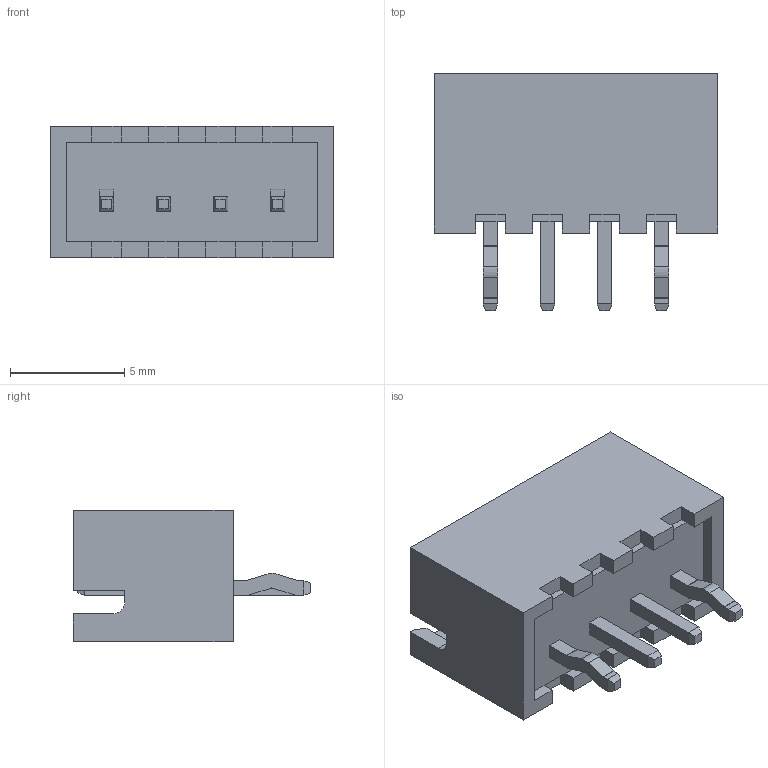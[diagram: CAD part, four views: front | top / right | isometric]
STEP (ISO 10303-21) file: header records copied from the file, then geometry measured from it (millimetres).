
FILE_DESCRIPTION (( 'STEP AP214' ), '1' );
FILE_NAME ('B4B-XH-A(LF)(SN).STEP', '2021-06-07T05:53:05', ( '' ), ( '' ), 'SwSTEP 2.0', 'SolidWorks 2018', '' );
FILE_SCHEMA (( 'AUTOMOTIVE_DESIGN' ));
Length unit declared in the file: millimetre
Products named in the file (3): B4B-XH-A(LF)(SN) - PIN; B4B-XH-A(LF)(SN) - BODY; B4B-XH-A(LF)(SN)
Assembly tree (2 placements, depth 2):
  B4B-XH-A(LF)(SN)
    B4B-XH-A(LF)(SN) - BODY
    B4B-XH-A(LF)(SN) - PIN
Bounding box: 12.4 x 10.4 x 5.75 mm (x, y, z)
Volume: 196.8 mm3; surface area: 682.7 mm2
Topology: 5 solids, 5 shells, 191 faces, 491 edges, 310 vertices
Faces by surface type: plane 172, cylinder 19
Entity records: 7900 total; most frequent: CARTESIAN_POINT 1003, ORIENTED_EDGE 982, DIRECTION 918, EDGE_CURVE 491, LINE 452, VECTOR 452, VERTEX_POINT 310, AXIS2_PLACEMENT_3D 233
